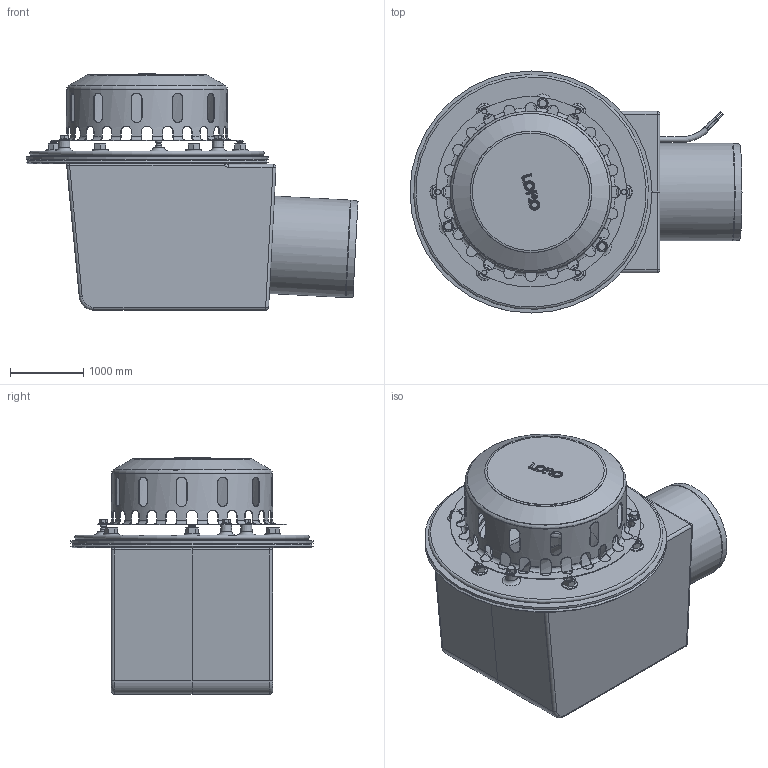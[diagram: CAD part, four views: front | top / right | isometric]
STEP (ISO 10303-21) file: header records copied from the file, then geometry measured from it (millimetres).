
FILE_DESCRIPTION(/* description */ (''),/* implementation_level */ '2;1');
FILE_NAME(/* name */ '21516.125X_3D.stp',/* time_stamp */ '2024-12-12T08:44:01+01:00',/* author */ ('CAD'),/* organization */ (''),/* preprocessor_version */ 'ST-DEVELOPER v20',/* originating_system */ 'AutoCAD Mechanical',/* authorisation */ '');
FILE_SCHEMA (('AUTOMOTIVE_DESIGN { 1 0 10303 214 3 1 1 }'));
Products named in the file (4): Product; *S0; HEIZBAND1; HEIZBAND
Assembly tree (3 placements, depth 3):
  Product
    *S0
    HEIZBAND1
      HEIZBAND
Bounding box: 4526.54 x 3300 x 3222.5 mm (x, y, z)
Volume: 8592264353 mm3; surface area: 135766828.6 mm2
Topology: 34 solids, 34 shells, 913 faces, 2251 edges, 1393 vertices
Faces by surface type: plane 278, cone 270, cylinder 221, torus 115, bspline 20, sphere 9
Full cylindrical faces by diameter (mm): 20 x6, 30 x3, 60 x3, 70 x12, 80 x21, 83.76 x6, 105 x2, 140 x6, 160 x6, 175 x3, 180 x3, 1300 x2, 1330 x2, 1900 x1, 2180 x1, 2200 x1, 2600 x1, 3300 x1
Entity records: 42002 total; most frequent: CARTESIAN_POINT 20405, ORIENTED_EDGE 4488, DIRECTION 4444, EDGE_CURVE 2244, AXIS2_PLACEMENT_3D 1805, VERTEX_POINT 1393, EDGE_LOOP 1049, FACE_OUTER_BOUND 913
